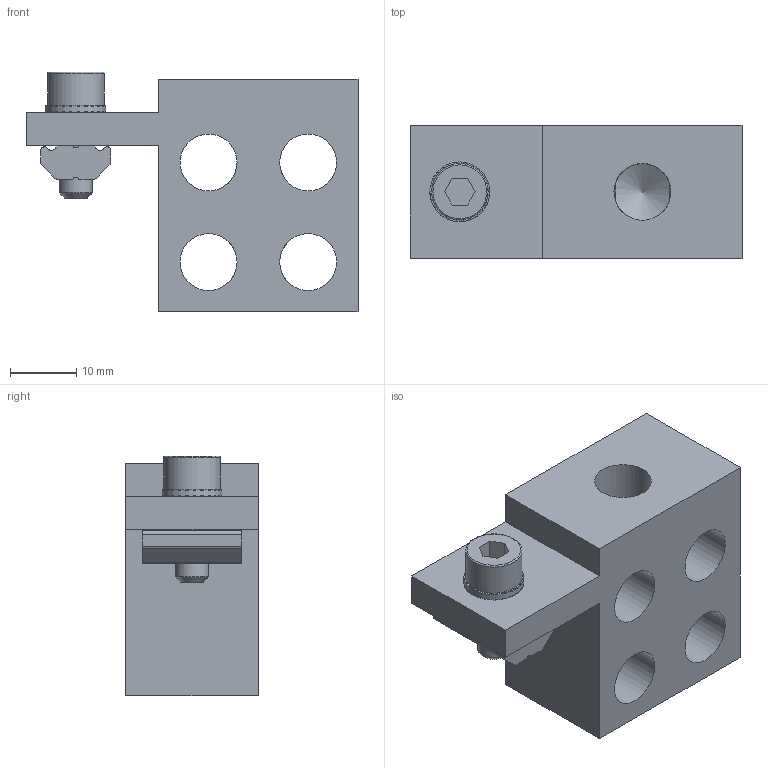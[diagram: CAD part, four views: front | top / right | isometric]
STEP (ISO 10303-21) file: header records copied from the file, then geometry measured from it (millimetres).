
FILE_DESCRIPTION(('STEP AP214'),'1');
FILE_NAME('CA.VTB.X.181818.stp','2016-09-05T14:20:08',(' '),(' '),'Spatial InterOp 3D',' ',' ');
FILE_SCHEMA(('automotive_design'));
Length unit declared in the file: millimetre
Products named in the file (5): R.5.SCH; V-tcei M 5 x 14; VTB.X.181818; CA.GWP.5U
Assembly tree (4 placements, depth 2):
  (unnamed)
    R.5.SCH
    V-tcei M 5 x 14
    VTB.X.181818
    CA.GWP.5U
Bounding box: 50 x 20 x 36.1 mm (x, y, z)
Volume: 17677.2 mm3; surface area: 9244.1 mm2
Topology: 3 solids, 4 shells, 250 faces, 745 edges, 496 vertices
Faces by surface type: plane 224, cylinder 23, cone 2, torus 1
Full cylindrical faces by diameter (mm): 4.2 x1, 5 x1, 5.2 x1, 5.3 x1, 8.5 x1, 8.566 x5, 9 x1
Entity records: 10682 total; most frequent: CARTESIAN_POINT 1762, DIRECTION 1446, ORIENTED_EDGE 1430, EDGE_CURVE 715, AXIS2_PLACEMENT_3D 488, VERTEX_POINT 484, LINE 470, VECTOR 470
